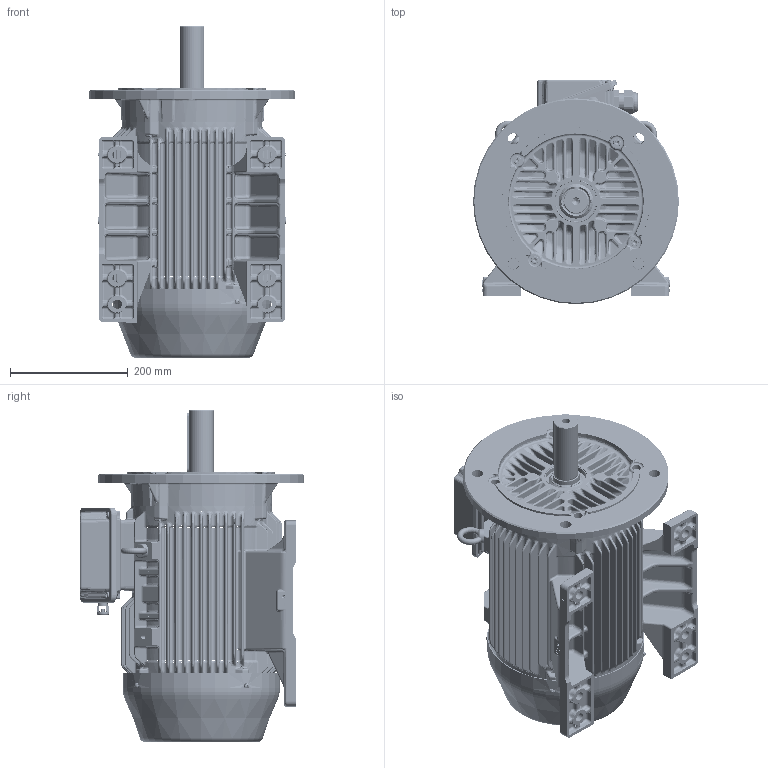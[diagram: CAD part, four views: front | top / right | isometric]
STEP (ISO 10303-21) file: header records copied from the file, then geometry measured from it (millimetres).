
FILE_DESCRIPTION(/* description */ (''),/* implementation_level */ '2;1');
FILE_NAME(/* name */ '6521766xx.stp',/* time_stamp */ '2021-04-05T16:32:31+03:00',/* author */ (''),/* organization */ (''),/* preprocessor_version */ 'ST-DEVELOPER v16',/* originating_system */ 'SIEMENS PLM Software NX 11.0',/* authorisation */ '');
FILE_SCHEMA (('AUTOMOTIVE_DESIGN { 1 0 10303 214 3 1 1 1 }'));
Products named in the file (1): 26000C948E142sj1
Bounding box: 349 x 380.49 x 563 mm (x, y, z)
Surface area: 1366954.2 mm2 (no closed solid volume)
Topology: 0 solids, 152 shells, 6927 faces, 19432 edges, 12153 vertices
Faces by surface type: bspline 2745, cylinder 1872, plane 1287, torus 490, cone 341, sphere 192
Full cylindrical faces by diameter (mm): 2.5 x1, 4.2 x2, 5 x4, 6 x1, 6.8 x8, 8 x4, 8.5 x2, 8.65 x4, 10 x4, 11.3 x1, 13 x3, 15 x4, 19 x2, 20 x1, 21 x3, 24.5 x1, 25 x2, 31.25 x2, 33.7 x1, 34.3 x1, 34.5 x2, 36 x2, 41.4 x1, 42 x1, 45 x2, 68.667 x2, 264 x1, 267 x1, 349 x1
Entity records: 305504 total; most frequent: CARTESIAN_POINT 148030, ORIENTED_EDGE 33150, DIRECTION 28954, EDGE_CURVE 19036, VERTEX_POINT 12105, AXIS2_PLACEMENT_3D 11827, EDGE_LOOP 7450, ADVANCED_FACE 6925
